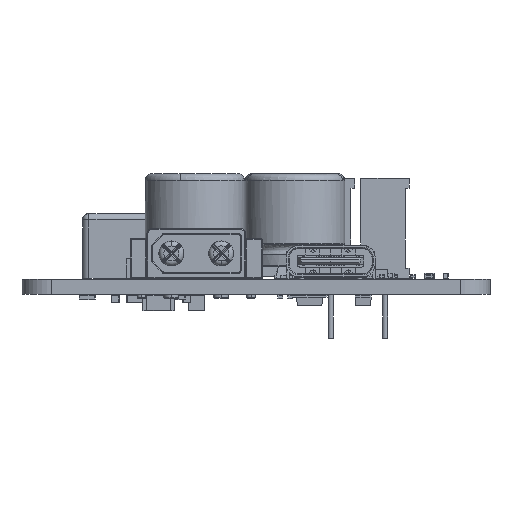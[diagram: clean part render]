
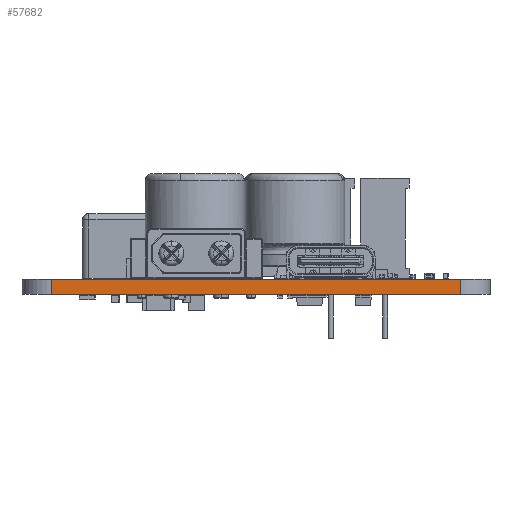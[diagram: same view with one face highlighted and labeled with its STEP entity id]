
A CAD part, left-side view. The second image highlights one B-rep face of the part: STEP entity #57682.
In plain terms, the highlighted planar face has unit normal (-1, 0, 0).
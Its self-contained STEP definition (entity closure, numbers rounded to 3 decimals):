
#56823 = VERTEX_POINT('',#56824);
#56824 = CARTESIAN_POINT('',(100.,-53.,0.));
#56831 = EDGE_CURVE('',#56832,#56823,#56834,.T.);
#56832 = VERTEX_POINT('',#56833);
#56833 = CARTESIAN_POINT('',(100.,-94.,0.));
#56834 = LINE('',#56835,#56836);
#56835 = CARTESIAN_POINT('',(100.,-94.,0.));
#56836 = VECTOR('',#56837,1.);
#56837 = DIRECTION('',(0.,1.,0.));
#57239 = VERTEX_POINT('',#57240);
#57240 = CARTESIAN_POINT('',(100.,-53.,1.51));
#57247 = EDGE_CURVE('',#57248,#57239,#57250,.T.);
#57248 = VERTEX_POINT('',#57249);
#57249 = CARTESIAN_POINT('',(100.,-94.,1.51));
#57250 = LINE('',#57251,#57252);
#57251 = CARTESIAN_POINT('',(100.,-94.,1.51));
#57252 = VECTOR('',#57253,1.);
#57253 = DIRECTION('',(0.,1.,0.));
#57652 = EDGE_CURVE('',#56823,#57239,#57653,.T.);
#57653 = LINE('',#57654,#57655);
#57654 = CARTESIAN_POINT('',(100.,-53.,0.));
#57655 = VECTOR('',#57656,1.);
#57656 = DIRECTION('',(0.,0.,1.));
#57682 = ADVANCED_FACE('',(#57683),#57694,.T.);
#57683 = FACE_BOUND('',#57684,.T.);
#57684 = EDGE_LOOP('',(#57685,#57691,#57692,#57693));
#57685 = ORIENTED_EDGE('',*,*,#57686,.T.);
#57686 = EDGE_CURVE('',#56832,#57248,#57687,.T.);
#57687 = LINE('',#57688,#57689);
#57688 = CARTESIAN_POINT('',(100.,-94.,0.));
#57689 = VECTOR('',#57690,1.);
#57690 = DIRECTION('',(0.,0.,1.));
#57691 = ORIENTED_EDGE('',*,*,#57247,.T.);
#57692 = ORIENTED_EDGE('',*,*,#57652,.F.);
#57693 = ORIENTED_EDGE('',*,*,#56831,.F.);
#57694 = PLANE('',#57695);
#57695 = AXIS2_PLACEMENT_3D('',#57696,#57697,#57698);
#57696 = CARTESIAN_POINT('',(100.,-94.,0.));
#57697 = DIRECTION('',(-1.,0.,0.));
#57698 = DIRECTION('',(0.,1.,0.));
